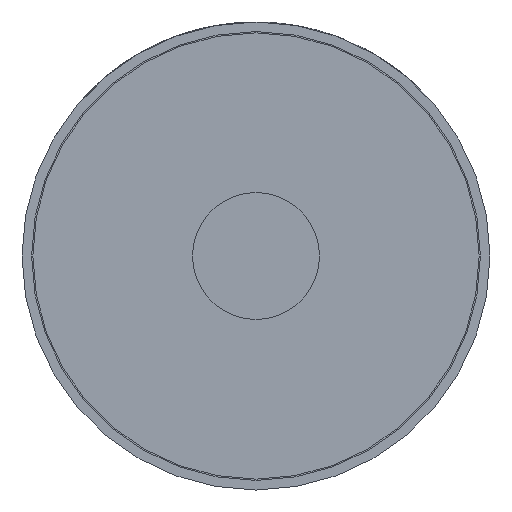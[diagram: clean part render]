
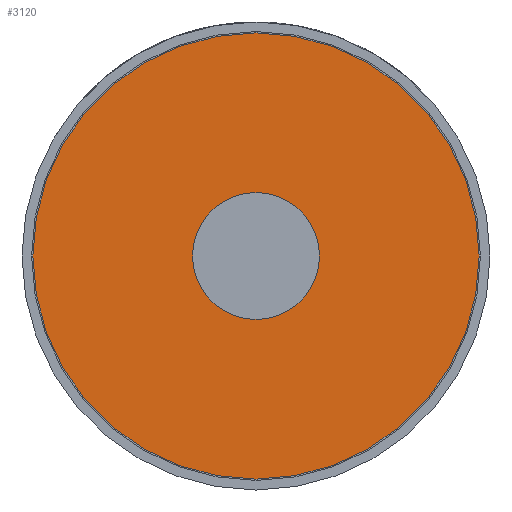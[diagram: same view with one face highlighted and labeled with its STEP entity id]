
A CAD part, front view. The second image highlights one B-rep face of the part: STEP entity #3120.
In plain terms, the highlighted planar face has unit normal (0, -1, 0).
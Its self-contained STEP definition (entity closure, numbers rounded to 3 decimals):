
#31 = ORIENTED_EDGE ( 'NONE', *, *, #2589, .T. ) ;
#177 = EDGE_CURVE ( 'NONE', #1203, #775, #2130, .T. ) ;
#206 = CARTESIAN_POINT ( 'NONE',  ( 0.037, 0.053, 0. ) ) ;
#207 = EDGE_CURVE ( 'NONE', #1322, #706, #3550, .T. ) ;
#274 = CIRCLE ( 'NONE', #3323, 1.74 ) ;
#452 = ORIENTED_EDGE ( 'NONE', *, *, #207, .T. ) ;
#609 = AXIS2_PLACEMENT_3D ( 'NONE', #206, #3358, #805 ) ;
#706 = VERTEX_POINT ( 'NONE', #953 ) ;
#740 = CARTESIAN_POINT ( 'NONE',  ( 0.037, 0.053, -1.74 ) ) ;
#775 = VERTEX_POINT ( 'NONE', #1223 ) ;
#800 = AXIS2_PLACEMENT_3D ( 'NONE', #2291, #2863, #1162 ) ;
#805 = DIRECTION ( 'NONE',  ( 0., 0., -1. ) ) ;
#821 = CARTESIAN_POINT ( 'NONE',  ( 0.037, 0.053, 0. ) ) ;
#840 = FACE_OUTER_BOUND ( 'NONE', #1869, .T. ) ;
#953 = CARTESIAN_POINT ( 'NONE',  ( 0.037, 0.053, 0.495 ) ) ;
#1112 = DIRECTION ( 'NONE',  ( 0., 0., -1. ) ) ;
#1162 = DIRECTION ( 'NONE',  ( 0., 0., -1. ) ) ;
#1195 = DIRECTION ( 'NONE',  ( 0., 0., -1. ) ) ;
#1203 = VERTEX_POINT ( 'NONE', #740 ) ;
#1223 = CARTESIAN_POINT ( 'NONE',  ( 0.037, 0.053, 1.74 ) ) ;
#1322 = VERTEX_POINT ( 'NONE', #2493 ) ;
#1417 = ORIENTED_EDGE ( 'NONE', *, *, #177, .T. ) ;
#1558 = AXIS2_PLACEMENT_3D ( 'NONE', #1916, #1645, #2759 ) ;
#1634 = PLANE ( 'NONE',  #609 ) ;
#1645 = DIRECTION ( 'NONE',  ( 0., -1., 0. ) ) ;
#1676 = DIRECTION ( 'NONE',  ( 0., -1., 0. ) ) ;
#1869 = EDGE_LOOP ( 'NONE', ( #1417, #3530 ) ) ;
#1912 = CIRCLE ( 'NONE', #800, 0.495 ) ;
#1916 = CARTESIAN_POINT ( 'NONE',  ( 0.037, 0.053, 0. ) ) ;
#2130 = CIRCLE ( 'NONE', #1558, 1.74 ) ;
#2164 = EDGE_CURVE ( 'NONE', #775, #1203, #274, .T. ) ;
#2224 = FACE_BOUND ( 'NONE', #3603, .T. ) ;
#2291 = CARTESIAN_POINT ( 'NONE',  ( 0.037, 0.053, 0. ) ) ;
#2483 = DIRECTION ( 'NONE',  ( 0., 1., 0. ) ) ;
#2493 = CARTESIAN_POINT ( 'NONE',  ( 0.037, 0.053, -0.495 ) ) ;
#2589 = EDGE_CURVE ( 'NONE', #706, #1322, #1912, .T. ) ;
#2759 = DIRECTION ( 'NONE',  ( 0., 0., -1. ) ) ;
#2832 = CARTESIAN_POINT ( 'NONE',  ( 0.037, 0.053, 0. ) ) ;
#2863 = DIRECTION ( 'NONE',  ( 0., 1., 0. ) ) ;
#3120 = ADVANCED_FACE ( 'Defeature ausgef�hrt1_4', ( #2224, #840 ), #1634, .T. ) ;
#3130 = AXIS2_PLACEMENT_3D ( 'NONE', #821, #2483, #1112 ) ;
#3323 = AXIS2_PLACEMENT_3D ( 'NONE', #2832, #1676, #1195 ) ;
#3358 = DIRECTION ( 'NONE',  ( 0., -1., 0. ) ) ;
#3530 = ORIENTED_EDGE ( 'NONE', *, *, #2164, .T. ) ;
#3550 = CIRCLE ( 'NONE', #3130, 0.495 ) ;
#3603 = EDGE_LOOP ( 'NONE', ( #31, #452 ) ) ;
